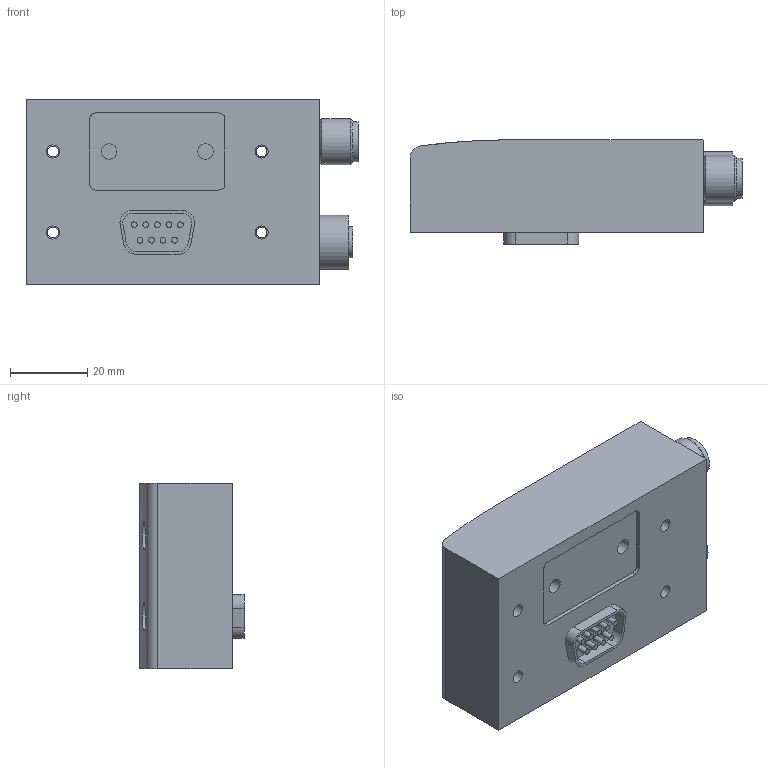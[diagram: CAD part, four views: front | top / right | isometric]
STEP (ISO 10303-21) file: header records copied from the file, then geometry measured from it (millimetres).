
FILE_DESCRIPTION(/* description */ ('STEP AP214'),/* implementation_level */ '2;1');
FILE_NAME(/* name */ '541519_CPX-AB-2-M12-RK-DP',/* time_stamp */ '2024-08-07T18:51:29+02:00',/* author */ ('License CC BY-ND 4.0'),/* organization */ ('CADENAS'),/* preprocessor_version */ 'ST-DEVELOPER v19.3',/* originating_system */ 'PARTsolutions',/* authorisation */ ' ');
FILE_SCHEMA (('AUTOMOTIVE_DESIGN {1 0 10303 214 3 1 1}'));
Length unit declared in the file: millimetre
Products named in the file (1): 541519 CPX-AB-2-M12-RK-DP
Bounding box: 86.1 x 27 x 48.1 mm (x, y, z)
Volume: 85634.3 mm3; surface area: 17162.7 mm2
Topology: 1 solids, 1 shells, 213 faces, 484 edges, 318 vertices
Faces by surface type: plane 123, cylinder 73, cone 17
Full cylindrical faces by diameter (mm): 0.95 x5, 1.5 x14, 1.55 x5, 2.8 x4, 3.4 x8, 4 x2, 7.5 x4, 8.35 x1, 10.4 x1, 10.917 x1, 12 x1, 14 x1
Entity records: 5651 total; most frequent: DIRECTION 1001, CARTESIAN_POINT 954, ORIENTED_EDGE 822, EDGE_CURVE 411, AXIS2_PLACEMENT_3D 378, EDGE_LOOP 330, FACE_BOUND 330, VERTEX_POINT 309
